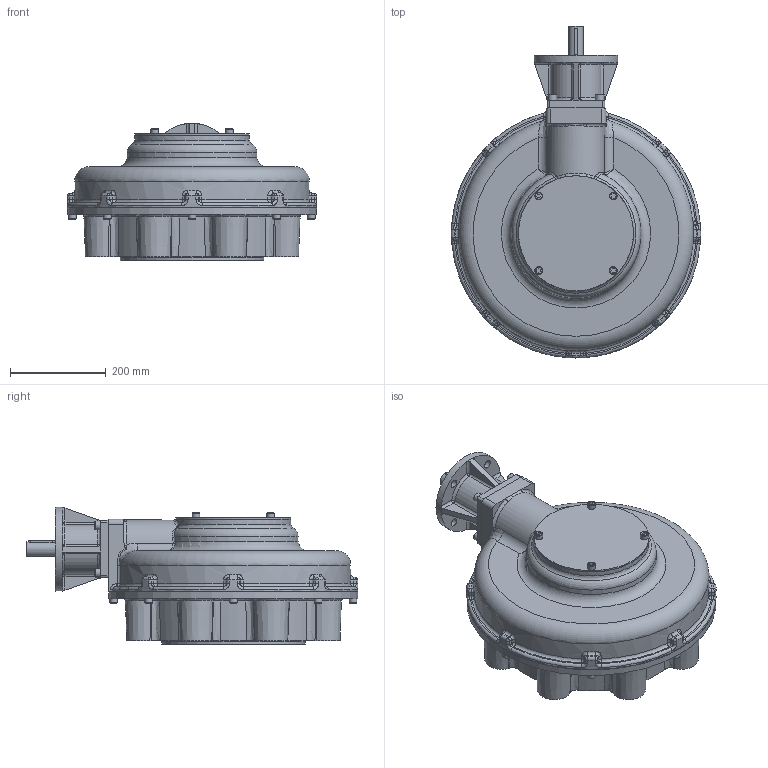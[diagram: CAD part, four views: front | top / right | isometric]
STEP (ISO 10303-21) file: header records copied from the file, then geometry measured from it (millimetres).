
FILE_DESCRIPTION(/* description */ ('Unknown'),/* implementation_level */ '2;1');
FILE_NAME(/* name */ 'PUBIB13-F14-F40_simplified',/* time_stamp */ '2015-12-10T09:15:51+00:00',/* author */ ('Unknown'),/* organization */ ('Unknown'),/* preprocessor_version */ 'ST-DEVELOPER v16',/* originating_system */ 'DEX',/* authorisation */ $);
FILE_SCHEMA (('AP203_CONFIGURATION_CONTROLLED_3D_DESIGN_OF_MECHANICAL_PARTS_AND_ASSEMBLIES_MIM_LF { 1 0 10303 203 3 1 4 }','AUTOMOTIVE_DESIGN {1 0 10303 214 3 1 1}'));
Length unit declared in the file: millimetre
Products named in the file (1): PUBIB13-F14-F40_simplified
Bounding box: 520 x 692.73 x 286.95 mm (x, y, z)
Surface area: 1293937.9 mm2 (no closed solid volume)
Topology: 0 solids, 43 shells, 654 faces, 1951 edges, 1304 vertices
Faces by surface type: plane 216, cylinder 157, torus 93, bspline 86, cone 56, sphere 46
Full cylindrical faces by diameter (mm): 6.647 x1, 10 x8, 16 x12, 16.5 x4, 18 x4, 30 x1, 31.67 x8, 50 x1, 100 x1, 159.64 x1, 160 x1, 175 x1, 240 x1, 299.95 x1, 339.85 x1, 340 x1, 458.262 x1, 520 x1
Entity records: 32965 total; most frequent: CARTESIAN_POINT 13124, DIRECTION 3471, ORIENTED_EDGE 3085, EDGE_CURVE 1756, AXIS2_PLACEMENT_3D 1470, VERTEX_POINT 1260, FACE_BOUND 830, EDGE_LOOP 821
